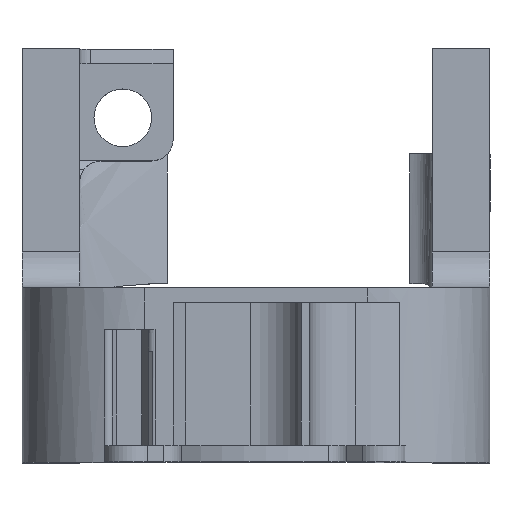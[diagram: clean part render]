
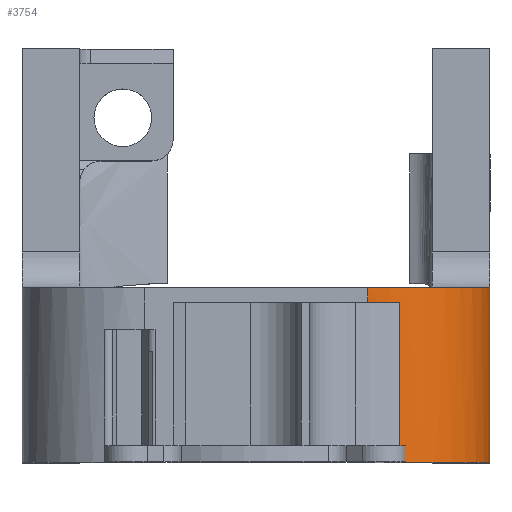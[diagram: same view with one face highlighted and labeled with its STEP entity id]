
A CAD part, top view. The second image highlights one B-rep face of the part: STEP entity #3754.
In plain terms, the highlighted cylindrical face has radius 17 mm (diameter 34 mm), a partial arc.
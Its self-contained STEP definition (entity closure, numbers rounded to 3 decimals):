
#165=FACE_OUTER_BOUND('',#368,.T.);
#368=EDGE_LOOP('',(#2605,#2606,#2607,#2608,#2609,#2610,#2611,#2612));
#580=B_SPLINE_CURVE_WITH_KNOTS('',3,(#5412,#5413,#5414,#5415,#5416,#5417),
 .UNSPECIFIED.,.F.,.F.,(4,2,4),(0.779,0.968,1.146),
 .UNSPECIFIED.);
#632=LINE('',#5491,#1024);
#665=LINE('',#5589,#1057);
#666=LINE('',#5593,#1058);
#667=LINE('',#5594,#1059);
#1024=VECTOR('',#4371,10.);
#1057=VECTOR('',#4440,10.);
#1058=VECTOR('',#4443,10.);
#1059=VECTOR('',#4444,10.);
#1397=CIRCLE('',#3967,17.);
#1419=CIRCLE('',#3995,17.);
#1420=CIRCLE('',#3996,17.);
#1551=VERTEX_POINT('',#5404);
#1554=VERTEX_POINT('',#5410);
#1562=VERTEX_POINT('',#5433);
#1584=VERTEX_POINT('',#5490);
#1630=VERTEX_POINT('',#5586);
#1631=VERTEX_POINT('',#5588);
#1632=VERTEX_POINT('',#5590);
#1633=VERTEX_POINT('',#5592);
#1937=EDGE_CURVE('',#1551,#1554,#580,.F.);
#1946=EDGE_CURVE('',#1554,#1562,#1397,.F.);
#1971=EDGE_CURVE('',#1551,#1584,#632,.T.);
#2019=EDGE_CURVE('',#1584,#1630,#1419,.T.);
#2020=EDGE_CURVE('',#1562,#1631,#665,.T.);
#2021=EDGE_CURVE('',#1632,#1631,#1420,.F.);
#2022=EDGE_CURVE('',#1632,#1633,#666,.T.);
#2023=EDGE_CURVE('',#1633,#1630,#667,.T.);
#2605=ORIENTED_EDGE('',*,*,#2019,.F.);
#2606=ORIENTED_EDGE('',*,*,#1971,.F.);
#2607=ORIENTED_EDGE('',*,*,#1937,.T.);
#2608=ORIENTED_EDGE('',*,*,#1946,.T.);
#2609=ORIENTED_EDGE('',*,*,#2020,.T.);
#2610=ORIENTED_EDGE('',*,*,#2021,.F.);
#2611=ORIENTED_EDGE('',*,*,#2022,.T.);
#2612=ORIENTED_EDGE('',*,*,#2023,.T.);
#3669=CYLINDRICAL_SURFACE('',#3994,17.);
#3754=ADVANCED_FACE('',(#165),#3669,.T.);
#3967=AXIS2_PLACEMENT_3D('',#5435,#4332,#4333);
#3994=AXIS2_PLACEMENT_3D('',#5585,#4436,#4437);
#3995=AXIS2_PLACEMENT_3D('',#5587,#4438,#4439);
#3996=AXIS2_PLACEMENT_3D('',#5591,#4441,#4442);
#4332=DIRECTION('center_axis',(0.,1.,0.));
#4333=DIRECTION('ref_axis',(0.707,0.,0.707));
#4371=DIRECTION('',(0.,-1.,0.));
#4436=DIRECTION('center_axis',(0.,-1.,0.));
#4437=DIRECTION('ref_axis',(0.707,0.,0.707));
#4438=DIRECTION('center_axis',(0.,-1.,0.));
#4439=DIRECTION('ref_axis',(0.707,0.,0.707));
#4440=DIRECTION('',(0.,-1.,0.));
#4441=DIRECTION('center_axis',(0.,1.,0.));
#4442=DIRECTION('ref_axis',(0.707,0.,0.707));
#4443=DIRECTION('',(0.,-1.,0.));
#4444=DIRECTION('',(0.,-1.,0.));
#5404=CARTESIAN_POINT('',(32.5,-51.819,19.3));
#5410=CARTESIAN_POINT('',(32.146,-53.2,22.75));
#5412=CARTESIAN_POINT('Ctrl Pts',(32.146,-53.2,22.75));
#5413=CARTESIAN_POINT('Ctrl Pts',(32.275,-53.2,22.131));
#5414=CARTESIAN_POINT('Ctrl Pts',(32.373,-53.077,21.463));
#5415=CARTESIAN_POINT('Ctrl Pts',(32.482,-52.585,20.267));
#5416=CARTESIAN_POINT('Ctrl Pts',(32.5,-52.231,19.732));
#5417=CARTESIAN_POINT('Ctrl Pts',(32.5,-51.819,19.3));
#5433=CARTESIAN_POINT('',(15.5,-53.2,36.3));
#5435=CARTESIAN_POINT('Origin',(15.5,-53.2,19.3));
#5490=CARTESIAN_POINT('',(32.5,-77.45,19.3));
#5491=CARTESIAN_POINT('',(32.5,-76.95,19.3));
#5585=CARTESIAN_POINT('Origin',(15.5,-54.05,19.3));
#5586=CARTESIAN_POINT('',(20.,-77.45,35.694));
#5587=CARTESIAN_POINT('Origin',(15.5,-77.45,19.3));
#5588=CARTESIAN_POINT('',(15.5,-55.2,36.3));
#5589=CARTESIAN_POINT('',(15.5,-54.05,36.3));
#5590=CARTESIAN_POINT('',(20.,-55.2,35.694));
#5591=CARTESIAN_POINT('Origin',(15.5,-55.2,19.3));
#5592=CARTESIAN_POINT('',(20.,-75.2,35.694));
#5593=CARTESIAN_POINT('',(20.,-54.05,35.694));
#5594=CARTESIAN_POINT('',(20.,-76.95,35.694));
